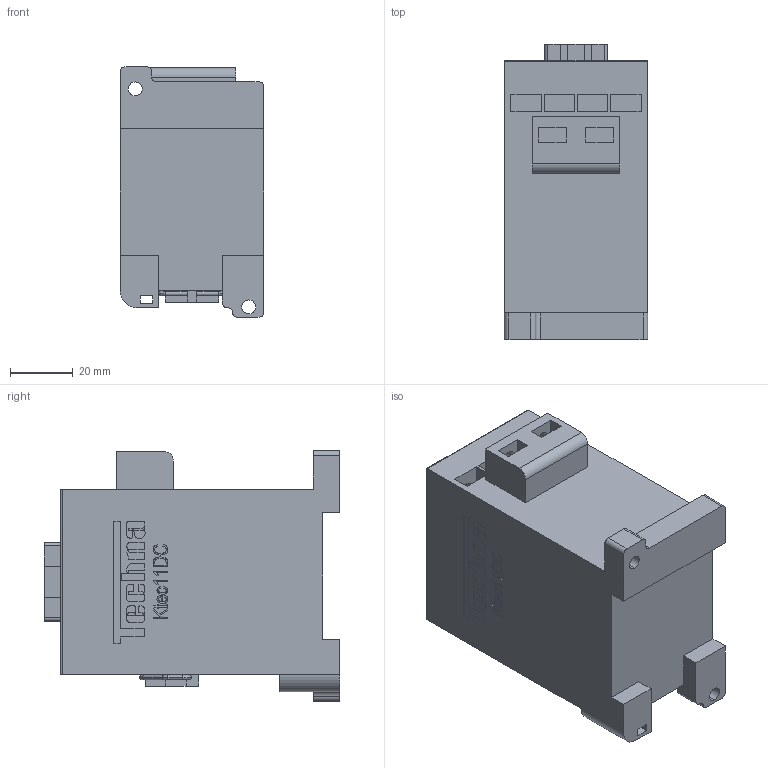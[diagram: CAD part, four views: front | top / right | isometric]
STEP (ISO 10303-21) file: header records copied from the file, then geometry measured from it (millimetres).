
FILE_DESCRIPTION (( 'STEP AP214' ), '1' );
FILE_NAME ('Ktec11DC-W.STEP', '2020-05-27T11:04:38', ( '' ), ( '' ), 'SwSTEP 2.0', 'SolidWorks 2020', '' );
FILE_SCHEMA (( 'AUTOMOTIVE_DESIGN' ));
Length unit declared in the file: millimetre
Products named in the file (1): Ktec11DC-W
Bounding box: 45.7 x 94.2 x 79.75 mm (x, y, z)
Volume: 231745.8 mm3; surface area: 33564.4 mm2
Topology: 1 solids, 1 shells, 639 faces, 1751 edges, 1159 vertices
Faces by surface type: plane 381, cylinder 177, bspline 69, torus 12
Entity records: 29457 total; most frequent: CARTESIAN_POINT 8079, ORIENTED_EDGE 3502, DIRECTION 3107, EDGE_CURVE 1751, LINE 1237, VECTOR 1237, VERTEX_POINT 1159, AXIS2_PLACEMENT_3D 935
